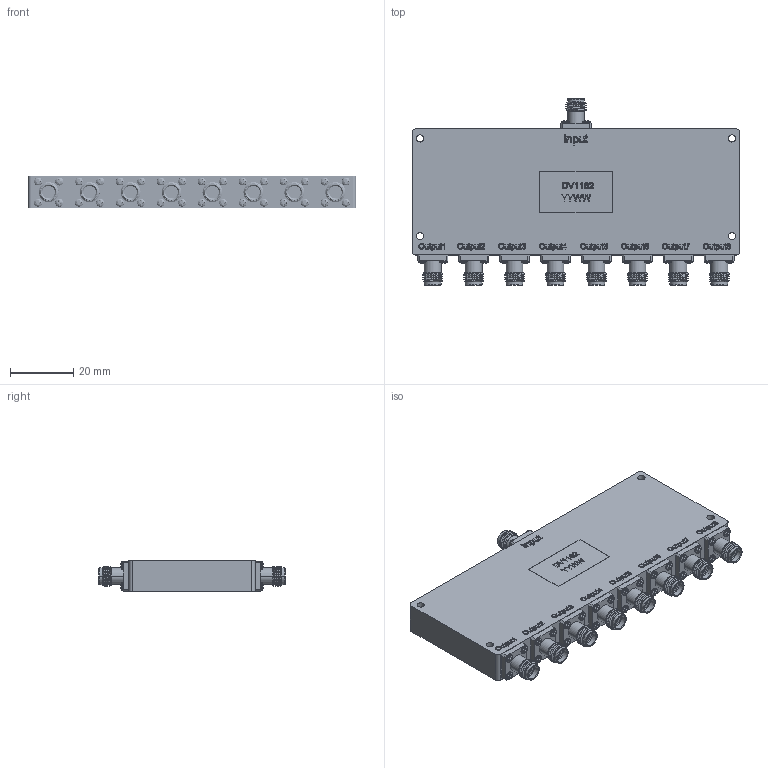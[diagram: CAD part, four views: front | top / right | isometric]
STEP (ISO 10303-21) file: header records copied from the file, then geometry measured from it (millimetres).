
FILE_DESCRIPTION (( 'STEP AP214' ), '1' );
FILE_NAME ('FMDV1182_3D.step', '2023-03-08T23:05:34', ( '' ), ( '' ), 'SwSTEP 2.0', 'SolidWorks 2022', '' );
FILE_SCHEMA (( 'AUTOMOTIVE_DESIGN' ));
Length unit declared in the file: inch
Products named in the file (1): FMDV1182_3D
Bounding box: 104 x 59.15 x 10.08 mm (x, y, z)
Volume: 44036.3 mm3; surface area: 15755.3 mm2
Topology: 1 solids, 46 shells, 3999 faces, 10761 edges, 7129 vertices
Faces by surface type: plane 1530, cylinder 1432, bspline 533, cone 324, torus 144, sphere 36
Entity records: 203216 total; most frequent: CARTESIAN_POINT 110892, ORIENTED_EDGE 21450, DIRECTION 16622, EDGE_CURVE 10725, VERTEX_POINT 7129, AXIS2_PLACEMENT_3D 5953, LINE 4716, VECTOR 4716
